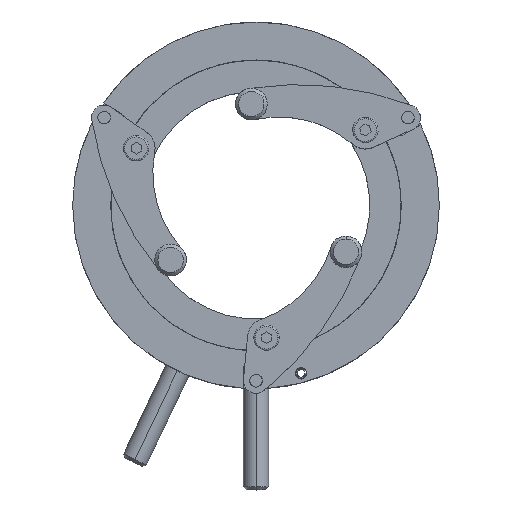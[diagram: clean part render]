
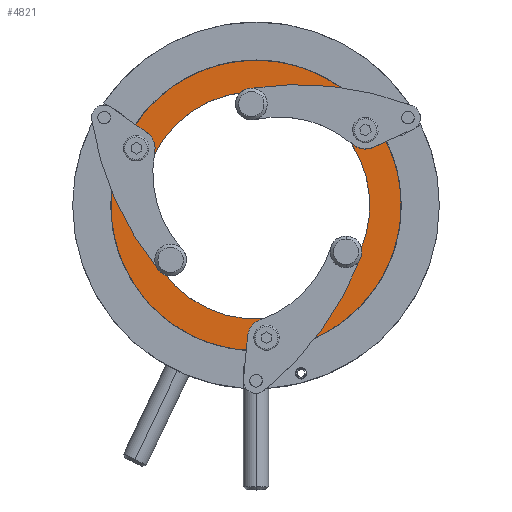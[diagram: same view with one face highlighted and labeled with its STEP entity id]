
A CAD part, top view. The second image highlights one B-rep face of the part: STEP entity #4821.
In plain terms, the highlighted planar face has unit normal (0, 0, 1).
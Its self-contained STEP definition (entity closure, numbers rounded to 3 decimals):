
#12 = EDGE_LOOP ( 'NONE', ( #2059, #94 ) ) ;
#94 = ORIENTED_EDGE ( 'NONE', *, *, #2709, .F. ) ;
#226 = AXIS2_PLACEMENT_3D ( 'NONE', #1541, #5246, #1510 ) ;
#263 = ORIENTED_EDGE ( 'NONE', *, *, #7404, .T. ) ;
#452 = CARTESIAN_POINT ( 'NONE',  ( 1.66, -20.937, 4. ) ) ;
#454 = AXIS2_PLACEMENT_3D ( 'NONE', #8260, #3068, #3716 ) ;
#487 = AXIS2_PLACEMENT_3D ( 'NONE', #452, #5701, #9478 ) ;
#610 = CARTESIAN_POINT ( 'NONE',  ( 7.739, 16.252, 4. ) ) ;
#715 = VERTEX_POINT ( 'NONE', #2414 ) ;
#819 = AXIS2_PLACEMENT_3D ( 'NONE', #7685, #9129, #2781 ) ;
#820 = CARTESIAN_POINT ( 'NONE',  ( -18.96, 9.028, 4. ) ) ;
#1040 = FACE_OUTER_BOUND ( 'NONE', #5314, .T. ) ;
#1342 = AXIS2_PLACEMENT_3D ( 'NONE', #3264, #4716, #4686 ) ;
#1360 = CARTESIAN_POINT ( 'NONE',  ( 2.305, -19.583, 4. ) ) ;
#1510 = DIRECTION ( 'NONE',  ( 0.43, 0.903, 0. ) ) ;
#1541 = CARTESIAN_POINT ( 'NONE',  ( 0., 0., 4. ) ) ;
#1615 = ORIENTED_EDGE ( 'NONE', *, *, #3170, .F. ) ;
#2027 = AXIS2_PLACEMENT_3D ( 'NONE', #5015, #5106, #8084 ) ;
#2059 = ORIENTED_EDGE ( 'NONE', *, *, #9616, .F. ) ;
#2187 = ORIENTED_EDGE ( 'NONE', *, *, #4787, .F. ) ;
#2212 = AXIS2_PLACEMENT_3D ( 'NONE', #4373, #8772, #2928 ) ;
#2302 = VERTEX_POINT ( 'NONE', #6796 ) ;
#2414 = CARTESIAN_POINT ( 'NONE',  ( -19.605, 7.674, 4. ) ) ;
#2460 = DIRECTION ( 'NONE',  ( 0.43, 0.903, 0. ) ) ;
#2655 = DIRECTION ( 'NONE',  ( 0., 0., 1. ) ) ;
#2709 = EDGE_CURVE ( 'NONE', #7146, #715, #7039, .T. ) ;
#2781 = DIRECTION ( 'NONE',  ( 0.43, 0.903, 0. ) ) ;
#2928 = DIRECTION ( 'NONE',  ( 0.43, 0.903, 0. ) ) ;
#3047 = FACE_BOUND ( 'NONE', #7078, .T. ) ;
#3068 = DIRECTION ( 'NONE',  ( 0., 0., 1. ) ) ;
#3170 = EDGE_CURVE ( 'NONE', #5556, #8415, #7878, .T. ) ;
#3178 = DIRECTION ( 'NONE',  ( 0., 0., 1. ) ) ;
#3264 = CARTESIAN_POINT ( 'NONE',  ( 17.3, 11.909, 4. ) ) ;
#3347 = CIRCLE ( 'NONE', #9318, 1.5 ) ;
#3358 = VERTEX_POINT ( 'NONE', #7389 ) ;
#3497 = CARTESIAN_POINT ( 'NONE',  ( 16.655, 10.555, 4. ) ) ;
#3548 = CIRCLE ( 'NONE', #454, 1.5 ) ;
#3638 = ORIENTED_EDGE ( 'NONE', *, *, #8103, .F. ) ;
#3659 = CARTESIAN_POINT ( 'NONE',  ( 0., 0., 4. ) ) ;
#3716 = DIRECTION ( 'NONE',  ( 0.43, 0.903, 0. ) ) ;
#4128 = EDGE_LOOP ( 'NONE', ( #1615, #5516 ) ) ;
#4152 = CIRCLE ( 'NONE', #4521, 18. ) ;
#4207 = CARTESIAN_POINT ( 'NONE',  ( 17.945, 13.263, 4. ) ) ;
#4373 = CARTESIAN_POINT ( 'NONE',  ( 7.739, 16.252, 4. ) ) ;
#4521 = AXIS2_PLACEMENT_3D ( 'NONE', #5631, #2655, #7918 ) ;
#4600 = CARTESIAN_POINT ( 'NONE',  ( 17.3, 11.909, 4. ) ) ;
#4674 = CIRCLE ( 'NONE', #487, 1.5 ) ;
#4686 = DIRECTION ( 'NONE',  ( 0.43, 0.903, 0. ) ) ;
#4716 = DIRECTION ( 'NONE',  ( 0., 0., 1. ) ) ;
#4771 = EDGE_CURVE ( 'NONE', #3358, #4884, #4674, .T. ) ;
#4787 = EDGE_CURVE ( 'NONE', #4884, #3358, #8771, .T. ) ;
#4821 = ADVANCED_FACE ( 'NONE', ( #3047, #9128, #1040, #5851, #6775 ), #8738, .T. ) ;
#4884 = VERTEX_POINT ( 'NONE', #1360 ) ;
#5015 = CARTESIAN_POINT ( 'NONE',  ( 1.66, -20.937, 4. ) ) ;
#5106 = DIRECTION ( 'NONE',  ( 0., 0., 1. ) ) ;
#5246 = DIRECTION ( 'NONE',  ( 0., 0., 1. ) ) ;
#5314 = EDGE_LOOP ( 'NONE', ( #263, #8360 ) ) ;
#5516 = ORIENTED_EDGE ( 'NONE', *, *, #6830, .F. ) ;
#5556 = VERTEX_POINT ( 'NONE', #610 ) ;
#5617 = EDGE_LOOP ( 'NONE', ( #3638, #8495 ) ) ;
#5631 = CARTESIAN_POINT ( 'NONE',  ( 0., 0., 4. ) ) ;
#5701 = DIRECTION ( 'NONE',  ( 0., 0., 1. ) ) ;
#5721 = CARTESIAN_POINT ( 'NONE',  ( -7.739, -16.252, 4. ) ) ;
#5851 = FACE_BOUND ( 'NONE', #12, .T. ) ;
#6003 = DIRECTION ( 'NONE',  ( 0., 0., 1. ) ) ;
#6103 = AXIS2_PLACEMENT_3D ( 'NONE', #3659, #6657, #9737 ) ;
#6657 = DIRECTION ( 'NONE',  ( 0., 0., 1. ) ) ;
#6775 = FACE_BOUND ( 'NONE', #5617, .T. ) ;
#6796 = CARTESIAN_POINT ( 'NONE',  ( -9.888, -20.766, 4. ) ) ;
#6830 = EDGE_CURVE ( 'NONE', #8415, #5556, #4152, .T. ) ;
#6893 = VERTEX_POINT ( 'NONE', #4207 ) ;
#7010 = CARTESIAN_POINT ( 'NONE',  ( -18.315, 10.383, 4. ) ) ;
#7039 = CIRCLE ( 'NONE', #7970, 1.5 ) ;
#7078 = EDGE_LOOP ( 'NONE', ( #8410, #2187 ) ) ;
#7146 = VERTEX_POINT ( 'NONE', #7010 ) ;
#7161 = EDGE_CURVE ( 'NONE', #2302, #8903, #9670, .T. ) ;
#7389 = CARTESIAN_POINT ( 'NONE',  ( 1.015, -22.292, 4. ) ) ;
#7404 = EDGE_CURVE ( 'NONE', #8903, #2302, #8597, .T. ) ;
#7685 = CARTESIAN_POINT ( 'NONE',  ( 0., 0., 4. ) ) ;
#7878 = CIRCLE ( 'NONE', #226, 18. ) ;
#7918 = DIRECTION ( 'NONE',  ( 0.43, 0.903, 0. ) ) ;
#7970 = AXIS2_PLACEMENT_3D ( 'NONE', #820, #6003, #8387 ) ;
#8084 = DIRECTION ( 'NONE',  ( 0.43, 0.903, 0. ) ) ;
#8103 = EDGE_CURVE ( 'NONE', #8884, #6893, #3347, .T. ) ;
#8260 = CARTESIAN_POINT ( 'NONE',  ( -18.96, 9.028, 4. ) ) ;
#8360 = ORIENTED_EDGE ( 'NONE', *, *, #7161, .T. ) ;
#8387 = DIRECTION ( 'NONE',  ( 0.43, 0.903, 0. ) ) ;
#8410 = ORIENTED_EDGE ( 'NONE', *, *, #4771, .F. ) ;
#8415 = VERTEX_POINT ( 'NONE', #5721 ) ;
#8495 = ORIENTED_EDGE ( 'NONE', *, *, #8773, .F. ) ;
#8594 = CIRCLE ( 'NONE', #1342, 1.5 ) ;
#8597 = CIRCLE ( 'NONE', #6103, 23. ) ;
#8715 = CARTESIAN_POINT ( 'NONE',  ( 9.888, 20.766, 4. ) ) ;
#8738 = PLANE ( 'NONE',  #2212 ) ;
#8771 = CIRCLE ( 'NONE', #2027, 1.5 ) ;
#8772 = DIRECTION ( 'NONE',  ( 0., 0., 1. ) ) ;
#8773 = EDGE_CURVE ( 'NONE', #6893, #8884, #8594, .T. ) ;
#8884 = VERTEX_POINT ( 'NONE', #3497 ) ;
#8903 = VERTEX_POINT ( 'NONE', #8715 ) ;
#9128 = FACE_BOUND ( 'NONE', #4128, .T. ) ;
#9129 = DIRECTION ( 'NONE',  ( 0., 0., 1. ) ) ;
#9318 = AXIS2_PLACEMENT_3D ( 'NONE', #4600, #3178, #2460 ) ;
#9478 = DIRECTION ( 'NONE',  ( 0.43, 0.903, 0. ) ) ;
#9616 = EDGE_CURVE ( 'NONE', #715, #7146, #3548, .T. ) ;
#9670 = CIRCLE ( 'NONE', #819, 23. ) ;
#9737 = DIRECTION ( 'NONE',  ( 0.43, 0.903, 0. ) ) ;
